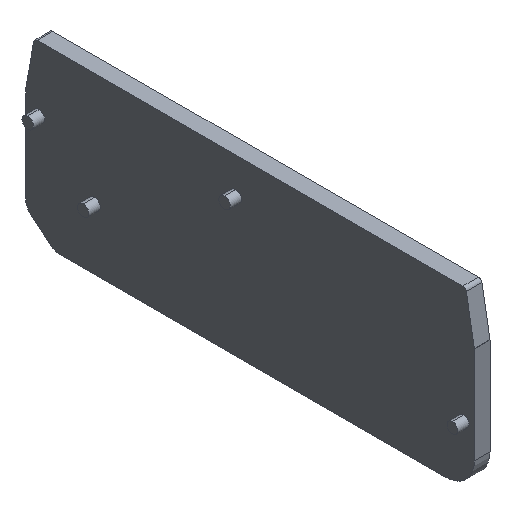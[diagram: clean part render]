
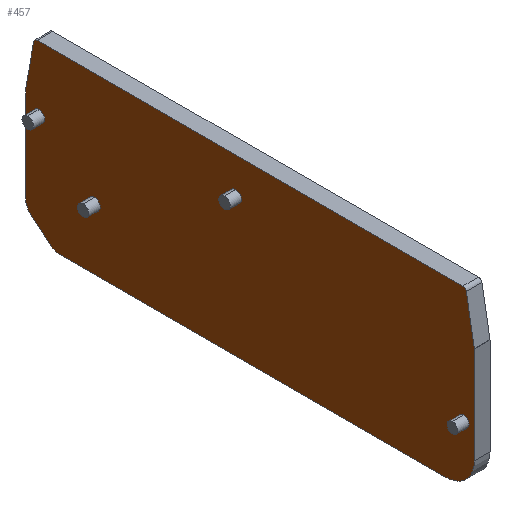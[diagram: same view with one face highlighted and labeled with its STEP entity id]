
A CAD part, isometric view. The second image highlights one B-rep face of the part: STEP entity #457.
In plain terms, the highlighted planar face has unit normal (-1, 0, 0).
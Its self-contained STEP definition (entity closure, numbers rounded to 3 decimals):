
#5=DIRECTION('',(0.,-1.,0.));
#6=VECTOR('',#5,59.947);
#7=CARTESIAN_POINT('',(-2.2,30.173,14.4));
#8=LINE('',#7,#6);
#9=CARTESIAN_POINT('',(-2.2,-29.773,13.9));
#10=DIRECTION('',(-1.,0.,0.));
#11=DIRECTION('',(0.,-0.985,0.174));
#12=AXIS2_PLACEMENT_3D('',#9,#10,#11);
#14=DIRECTION('',(0.,0.174,0.985));
#15=VECTOR('',#14,6.514);
#16=CARTESIAN_POINT('',(-2.2,-31.397,7.571));
#17=LINE('',#16,#15);
#18=CARTESIAN_POINT('',(-2.2,-31.2,7.537));
#19=DIRECTION('',(-1.,0.,0.));
#20=DIRECTION('',(0.,-1.,0.));
#21=AXIS2_PLACEMENT_3D('',#18,#19,#20);
#23=DIRECTION('',(0.,0.,1.));
#24=VECTOR('',#23,13.637);
#25=CARTESIAN_POINT('',(-2.2,-31.4,-6.1));
#26=LINE('',#25,#24);
#27=CARTESIAN_POINT('',(-2.2,-27.4,-6.1));
#28=DIRECTION('',(-1.,0.,0.));
#29=DIRECTION('',(0.,0.,-1.));
#30=AXIS2_PLACEMENT_3D('',#27,#28,#29);
#32=DIRECTION('',(0.,-1.,0.));
#33=VECTOR('',#32,54.574);
#34=CARTESIAN_POINT('',(-2.2,27.174,-10.1));
#35=LINE('',#34,#33);
#36=CARTESIAN_POINT('',(-2.2,27.174,-8.6));
#37=DIRECTION('',(-1.,0.,0.));
#38=DIRECTION('',(0.,0.646,-0.763));
#39=AXIS2_PLACEMENT_3D('',#36,#37,#38);
#41=DIRECTION('',(0.,-0.763,-0.646));
#42=VECTOR('',#41,3.864);
#43=CARTESIAN_POINT('',(-2.2,31.092,-7.249));
#44=LINE('',#43,#42);
#45=CARTESIAN_POINT('',(-2.2,29.8,-5.722));
#46=DIRECTION('',(-1.,0.,0.));
#47=DIRECTION('',(0.,1.,0.));
#48=AXIS2_PLACEMENT_3D('',#45,#46,#47);
#50=DIRECTION('',(0.,0.,-1.));
#51=VECTOR('',#50,13.259);
#52=CARTESIAN_POINT('',(-2.2,31.8,7.537));
#53=LINE('',#52,#51);
#54=CARTESIAN_POINT('',(-2.2,31.6,7.537));
#55=DIRECTION('',(-1.,0.,0.));
#56=DIRECTION('',(0.,0.985,0.174));
#57=AXIS2_PLACEMENT_3D('',#54,#55,#56);
#59=DIRECTION('',(0.,0.174,-0.985));
#60=VECTOR('',#59,6.514);
#61=CARTESIAN_POINT('',(-2.2,30.666,13.987));
#62=LINE('',#61,#60);
#63=CARTESIAN_POINT('',(-2.2,30.173,13.9));
#64=DIRECTION('',(-1.,0.,0.));
#65=DIRECTION('',(0.,0.,1.));
#66=AXIS2_PLACEMENT_3D('',#63,#64,#65);
#68=CARTESIAN_POINT('',(-2.2,29.9,5.3));
#69=DIRECTION('',(-1.,0.,0.));
#70=DIRECTION('',(0.,0.,1.));
#71=AXIS2_PLACEMENT_3D('',#68,#69,#70);
#73=CARTESIAN_POINT('',(-2.2,29.9,5.3));
#74=DIRECTION('',(-1.,0.,0.));
#75=DIRECTION('',(0.,0.,-1.));
#76=AXIS2_PLACEMENT_3D('',#73,#74,#75);
#78=CARTESIAN_POINT('',(-2.2,22.1,-1.5));
#79=DIRECTION('',(-1.,0.,0.));
#80=DIRECTION('',(0.,0.,1.));
#81=AXIS2_PLACEMENT_3D('',#78,#79,#80);
#83=CARTESIAN_POINT('',(-2.2,22.1,-1.5));
#84=DIRECTION('',(-1.,0.,0.));
#85=DIRECTION('',(0.,0.,-1.));
#86=AXIS2_PLACEMENT_3D('',#83,#84,#85);
#88=CARTESIAN_POINT('',(-2.2,2.2,9.4));
#89=DIRECTION('',(-1.,0.,0.));
#90=DIRECTION('',(0.,0.,1.));
#91=AXIS2_PLACEMENT_3D('',#88,#89,#90);
#93=CARTESIAN_POINT('',(-2.2,2.2,9.4));
#94=DIRECTION('',(-1.,0.,0.));
#95=DIRECTION('',(0.,0.,-1.));
#96=AXIS2_PLACEMENT_3D('',#93,#94,#95);
#98=CARTESIAN_POINT('',(-2.2,-29.9,-2.));
#99=DIRECTION('',(-1.,0.,0.));
#100=DIRECTION('',(0.,0.,1.));
#101=AXIS2_PLACEMENT_3D('',#98,#99,#100);
#103=CARTESIAN_POINT('',(-2.2,-29.9,-2.));
#104=DIRECTION('',(-1.,0.,0.));
#105=DIRECTION('',(0.,0.,-1.));
#106=AXIS2_PLACEMENT_3D('',#103,#104,#105);
#299=CARTESIAN_POINT('',(-2.2,31.092,-7.249));
#300=VERTEX_POINT('',#299);
#301=CARTESIAN_POINT('',(-2.2,31.8,-5.722));
#302=VERTEX_POINT('',#301);
#303=CARTESIAN_POINT('',(-2.2,30.173,14.4));
#304=CARTESIAN_POINT('',(-2.2,30.666,13.987));
#305=VERTEX_POINT('',#303);
#306=VERTEX_POINT('',#304);
#307=CARTESIAN_POINT('',(-2.2,31.797,7.571));
#308=VERTEX_POINT('',#307);
#309=CARTESIAN_POINT('',(-2.2,31.8,7.537));
#310=VERTEX_POINT('',#309);
#311=CARTESIAN_POINT('',(-2.2,28.142,-9.745));
#312=VERTEX_POINT('',#311);
#313=CARTESIAN_POINT('',(-2.2,27.174,-10.1));
#314=VERTEX_POINT('',#313);
#315=CARTESIAN_POINT('',(-2.2,-27.4,-10.1));
#316=VERTEX_POINT('',#315);
#317=CARTESIAN_POINT('',(-2.2,-31.4,-6.1));
#318=VERTEX_POINT('',#317);
#319=CARTESIAN_POINT('',(-2.2,-31.4,7.537));
#320=VERTEX_POINT('',#319);
#321=CARTESIAN_POINT('',(-2.2,-31.397,7.571));
#322=VERTEX_POINT('',#321);
#323=CARTESIAN_POINT('',(-2.2,-30.266,13.987));
#324=VERTEX_POINT('',#323);
#325=CARTESIAN_POINT('',(-2.2,-29.773,14.4));
#326=VERTEX_POINT('',#325);
#367=CARTESIAN_POINT('',(-2.2,29.9,6.102));
#368=CARTESIAN_POINT('',(-2.2,29.9,4.498));
#369=VERTEX_POINT('',#367);
#370=VERTEX_POINT('',#368);
#371=CARTESIAN_POINT('',(-2.2,22.1,-0.698));
#372=CARTESIAN_POINT('',(-2.2,22.1,-2.302));
#373=VERTEX_POINT('',#371);
#374=VERTEX_POINT('',#372);
#375=CARTESIAN_POINT('',(-2.2,2.2,10.202));
#376=CARTESIAN_POINT('',(-2.2,2.2,8.598));
#377=VERTEX_POINT('',#375);
#378=VERTEX_POINT('',#376);
#379=CARTESIAN_POINT('',(-2.2,-29.9,-1.248));
#380=CARTESIAN_POINT('',(-2.2,-29.9,-2.752));
#381=VERTEX_POINT('',#379);
#382=VERTEX_POINT('',#380);
#399=CARTESIAN_POINT('',(-2.2,29.8,-5.722));
#400=DIRECTION('',(1.,0.,0.));
#401=DIRECTION('',(0.,1.,0.));
#402=AXIS2_PLACEMENT_3D('',#399,#400,#401);
#403=PLANE('',#402);
#404=ORIENTED_EDGE('',*,*,#388,.T.);
#406=ORIENTED_EDGE('',*,*,#405,.F.);
#408=ORIENTED_EDGE('',*,*,#407,.F.);
#410=ORIENTED_EDGE('',*,*,#409,.F.);
#412=ORIENTED_EDGE('',*,*,#411,.F.);
#414=ORIENTED_EDGE('',*,*,#413,.F.);
#416=ORIENTED_EDGE('',*,*,#415,.F.);
#418=ORIENTED_EDGE('',*,*,#417,.F.);
#420=ORIENTED_EDGE('',*,*,#419,.F.);
#422=ORIENTED_EDGE('',*,*,#421,.F.);
#424=ORIENTED_EDGE('',*,*,#423,.F.);
#426=ORIENTED_EDGE('',*,*,#425,.F.);
#428=ORIENTED_EDGE('',*,*,#427,.F.);
#430=ORIENTED_EDGE('',*,*,#429,.F.);
#431=EDGE_LOOP('',(#404,#406,#408,#410,#412,#414,#416,#418,#420,#422,#424,#426,
#428,#430));
#432=FACE_OUTER_BOUND('',#431,.F.);
#434=ORIENTED_EDGE('',*,*,#433,.T.);
#436=ORIENTED_EDGE('',*,*,#435,.T.);
#437=EDGE_LOOP('',(#434,#436));
#438=FACE_BOUND('',#437,.F.);
#440=ORIENTED_EDGE('',*,*,#439,.T.);
#442=ORIENTED_EDGE('',*,*,#441,.T.);
#443=EDGE_LOOP('',(#440,#442));
#444=FACE_BOUND('',#443,.F.);
#446=ORIENTED_EDGE('',*,*,#445,.T.);
#448=ORIENTED_EDGE('',*,*,#447,.T.);
#449=EDGE_LOOP('',(#446,#448));
#450=FACE_BOUND('',#449,.F.);
#452=ORIENTED_EDGE('',*,*,#451,.T.);
#454=ORIENTED_EDGE('',*,*,#453,.T.);
#455=EDGE_LOOP('',(#452,#454));
#456=FACE_BOUND('',#455,.F.);
#457=ADVANCED_FACE('',(#432,#438,#444,#450,#456),#403,.F.);
#13=CIRCLE('',#12,0.5);
#22=CIRCLE('',#21,0.2);
#31=CIRCLE('',#30,4.);
#40=CIRCLE('',#39,1.5);
#49=CIRCLE('',#48,2.);
#58=CIRCLE('',#57,0.2);
#67=CIRCLE('',#66,0.5);
#72=CIRCLE('',#71,0.802);
#77=CIRCLE('',#76,0.802);
#82=CIRCLE('',#81,0.802);
#87=CIRCLE('',#86,0.802);
#92=CIRCLE('',#91,0.802);
#97=CIRCLE('',#96,0.802);
#102=CIRCLE('',#101,0.752);
#107=CIRCLE('',#106,0.752);
#388=EDGE_CURVE('',#305,#326,#8,.T.);
#405=EDGE_CURVE('',#324,#326,#13,.T.);
#407=EDGE_CURVE('',#322,#324,#17,.T.);
#409=EDGE_CURVE('',#320,#322,#22,.T.);
#411=EDGE_CURVE('',#318,#320,#26,.T.);
#413=EDGE_CURVE('',#316,#318,#31,.T.);
#415=EDGE_CURVE('',#314,#316,#35,.T.);
#417=EDGE_CURVE('',#312,#314,#40,.T.);
#419=EDGE_CURVE('',#300,#312,#44,.T.);
#421=EDGE_CURVE('',#302,#300,#49,.T.);
#423=EDGE_CURVE('',#310,#302,#53,.T.);
#425=EDGE_CURVE('',#308,#310,#58,.T.);
#427=EDGE_CURVE('',#306,#308,#62,.T.);
#429=EDGE_CURVE('',#305,#306,#67,.T.);
#433=EDGE_CURVE('',#369,#370,#72,.T.);
#435=EDGE_CURVE('',#370,#369,#77,.T.);
#439=EDGE_CURVE('',#373,#374,#82,.T.);
#441=EDGE_CURVE('',#374,#373,#87,.T.);
#445=EDGE_CURVE('',#377,#378,#92,.T.);
#447=EDGE_CURVE('',#378,#377,#97,.T.);
#451=EDGE_CURVE('',#381,#382,#102,.T.);
#453=EDGE_CURVE('',#382,#381,#107,.T.);
